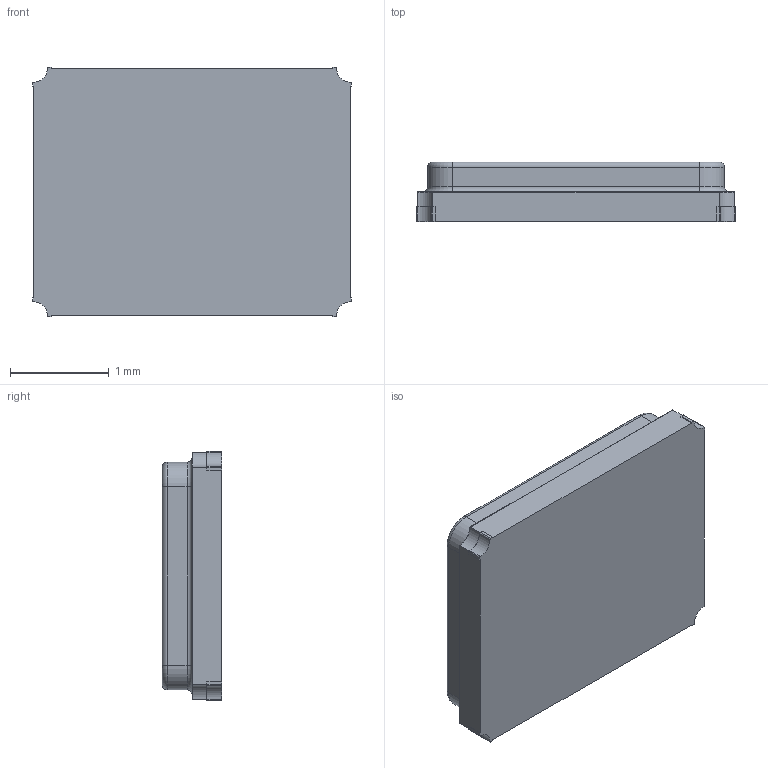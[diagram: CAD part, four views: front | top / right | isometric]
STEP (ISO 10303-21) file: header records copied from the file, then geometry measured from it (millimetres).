
FILE_DESCRIPTION (( 'STEP AP214' ), '1' );
FILE_NAME ('Abracon ABM8G.STEP', '2016-01-06T06:37:37', ( '' ), ( '' ), 'SwSTEP 2.0', 'SolidWorks 2015', '' );
FILE_SCHEMA (( 'AUTOMOTIVE_DESIGN' ));
Length unit declared in the file: millimetre
Products named in the file (1): Abracon ABM8G
Bounding box: 3.22 x 0.6 x 2.52 mm (x, y, z)
Volume: 4.4 mm3; surface area: 21.8 mm2
Topology: 1 solids, 1 shells, 75 faces, 192 edges, 120 vertices
Faces by surface type: cylinder 32, plane 31, torus 12
Entity records: 2776 total; most frequent: CARTESIAN_POINT 532, DIRECTION 404, ORIENTED_EDGE 384, EDGE_CURVE 192, AXIS2_PLACEMENT_3D 144, VERTEX_POINT 120, LINE 116, VECTOR 116
